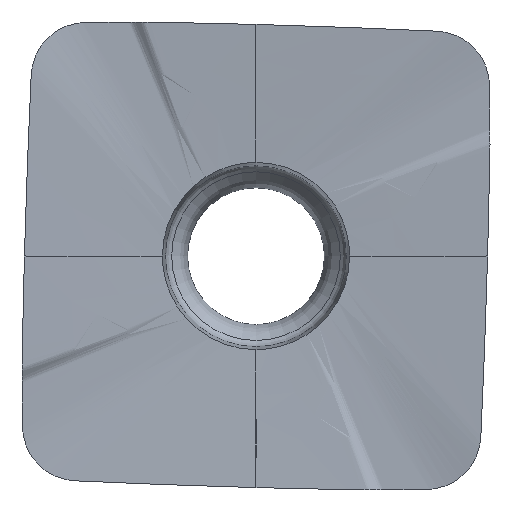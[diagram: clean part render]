
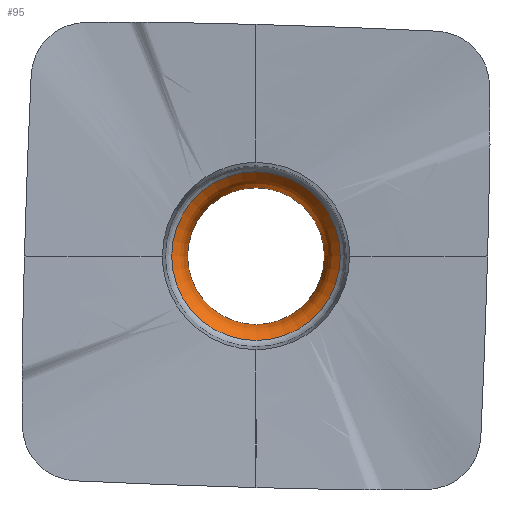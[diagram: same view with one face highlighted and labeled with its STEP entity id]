
A CAD part, top view. The second image highlights one B-rep face of the part: STEP entity #95.
In plain terms, the highlighted toroidal (fillet/blend) face has major radius 3.3 mm and minor radius 1.25 mm.
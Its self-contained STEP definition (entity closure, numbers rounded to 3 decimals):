
#37=TOROIDAL_SURFACE('',#432,3.3,1.25);
#95=ADVANCED_FACE('',(#117,#118),#37,.T.);
#106=CIRCLE('',#426,2.05);
#108=CIRCLE('',#429,2.527);
#117=FACE_BOUND('',#147,.T.);
#118=FACE_BOUND('',#148,.T.);
#147=EDGE_LOOP('',(#251));
#148=EDGE_LOOP('',(#252));
#251=ORIENTED_EDGE('',*,*,#334,.T.);
#252=ORIENTED_EDGE('',*,*,#336,.F.);
#282=VERTEX_POINT('',#10225);
#284=VERTEX_POINT('',#10230);
#334=EDGE_CURVE('',#282,#282,#106,.T.);
#336=EDGE_CURVE('',#284,#284,#108,.T.);
#426=AXIS2_PLACEMENT_3D('',#10224,#459,#460);
#429=AXIS2_PLACEMENT_3D('',#10229,#465,#466);
#432=AXIS2_PLACEMENT_3D('',#10233,#471,#472);
#459=DIRECTION('',(0.,0.,-1.));
#460=DIRECTION('',(0.,-1.,0.));
#465=DIRECTION('',(0.,0.,-1.));
#466=DIRECTION('',(0.,-1.,0.));
#471=DIRECTION('',(0.,0.,1.));
#472=DIRECTION('',(0.,-1.,0.));
#10224=CARTESIAN_POINT('',(0.,0.,-2.827));
#10225=CARTESIAN_POINT('',(0.,-2.05,-2.827));
#10229=CARTESIAN_POINT('',(0.,0.,-1.844));
#10230=CARTESIAN_POINT('',(0.,-2.527,-1.844));
#10233=CARTESIAN_POINT('',(0.,0.,-2.827));
